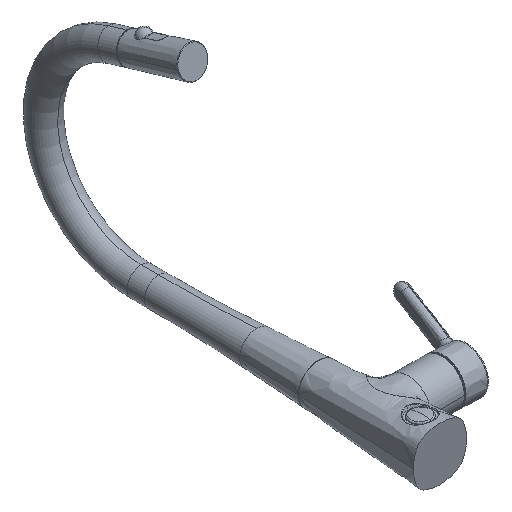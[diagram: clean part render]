
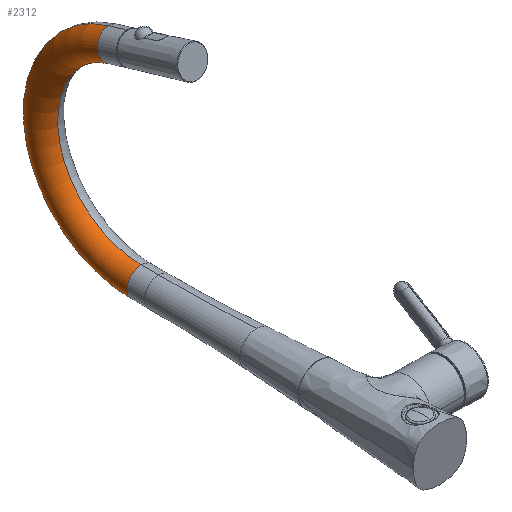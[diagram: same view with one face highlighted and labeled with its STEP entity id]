
A CAD part, isometric view. The second image highlights one B-rep face of the part: STEP entity #2312.
In plain terms, the highlighted toroidal (fillet/blend) face has major radius 104.623 mm and minor radius 15.25 mm.
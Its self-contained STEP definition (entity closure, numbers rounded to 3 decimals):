
#401 = ORIENTED_EDGE ( 'NONE', *, *, #4124, .T. ) ;
#454 = AXIS2_PLACEMENT_3D ( 'NONE', #2984, #9317, #3887 ) ;
#596 = CARTESIAN_POINT ( 'NONE',  ( 0., 319.573, 104.622 ) ) ;
#834 = CARTESIAN_POINT ( 'NONE',  ( 0., 319.573, 104.622 ) ) ;
#900 = AXIS2_PLACEMENT_3D ( 'NONE', #2261, #8577, #3159 ) ;
#1020 = CIRCLE ( 'NONE', #454, 15.25 ) ;
#1240 = CIRCLE ( 'NONE', #6354, 89.372 ) ;
#1442 = FACE_OUTER_BOUND ( 'NONE', #4552, .T. ) ;
#1492 = DIRECTION ( 'NONE',  ( 0., 1., 0. ) ) ;
#1736 = DIRECTION ( 'NONE',  ( 0., -1., 0. ) ) ;
#1786 = EDGE_CURVE ( 'NONE', #3625, #7951, #11362, .T. ) ;
#2108 = ORIENTED_EDGE ( 'NONE', *, *, #1786, .F. ) ;
#2261 = CARTESIAN_POINT ( 'NONE',  ( 0., 319.573, 104.622 ) ) ;
#2312 = ADVANCED_FACE ( 'NONE', ( #1442 ), #10503, .T. ) ;
#2957 = DIRECTION ( 'NONE',  ( 0., -0.956, 0.292 ) ) ;
#2984 = CARTESIAN_POINT ( 'NONE',  ( 0., 319.573, 0. ) ) ;
#3159 = DIRECTION ( 'NONE',  ( 0., 1., 0. ) ) ;
#3625 = VERTEX_POINT ( 'NONE', #9072 ) ;
#3887 = DIRECTION ( 'NONE',  ( 0., 0., 1. ) ) ;
#4000 = VERTEX_POINT ( 'NONE', #6455 ) ;
#4124 = EDGE_CURVE ( 'NONE', #3625, #4000, #1020, .T. ) ;
#4342 = CARTESIAN_POINT ( 'NONE',  ( 0., 345.703, 190.09 ) ) ;
#4552 = EDGE_LOOP ( 'NONE', ( #2108, #401, #11542, #9365 ) ) ;
#4593 = CARTESIAN_POINT ( 'NONE',  ( 0., 354.621, 219.257 ) ) ;
#5563 = EDGE_CURVE ( 'NONE', #7951, #10796, #8931, .T. ) ;
#5666 = AXIS2_PLACEMENT_3D ( 'NONE', #8361, #2957, #9287 ) ;
#5918 = DIRECTION ( 'NONE',  ( 1., 0., 0. ) ) ;
#6354 = AXIS2_PLACEMENT_3D ( 'NONE', #596, #6900, #1492 ) ;
#6455 = CARTESIAN_POINT ( 'NONE',  ( 0., 319.573, 15.25 ) ) ;
#6900 = DIRECTION ( 'NONE',  ( 1., 0., 0. ) ) ;
#7951 = VERTEX_POINT ( 'NONE', #4593 ) ;
#8153 = AXIS2_PLACEMENT_3D ( 'NONE', #834, #5918, #1736 ) ;
#8361 = CARTESIAN_POINT ( 'NONE',  ( 0., 350.162, 204.673 ) ) ;
#8577 = DIRECTION ( 'NONE',  ( 1., 0., 0. ) ) ;
#8599 = EDGE_CURVE ( 'NONE', #4000, #10796, #1240, .T. ) ;
#8931 = CIRCLE ( 'NONE', #5666, 15.25 ) ;
#9072 = CARTESIAN_POINT ( 'NONE',  ( 0., 319.573, -15.25 ) ) ;
#9287 = DIRECTION ( 'NONE',  ( 0., -0.292, -0.956 ) ) ;
#9317 = DIRECTION ( 'NONE',  ( 0., 1., 0. ) ) ;
#9365 = ORIENTED_EDGE ( 'NONE', *, *, #5563, .F. ) ;
#10503 = TOROIDAL_SURFACE ( 'NONE', #8153, 104.622, 15.25 ) ;
#10796 = VERTEX_POINT ( 'NONE', #4342 ) ;
#11362 = CIRCLE ( 'NONE', #900, 119.872 ) ;
#11542 = ORIENTED_EDGE ( 'NONE', *, *, #8599, .T. ) ;
